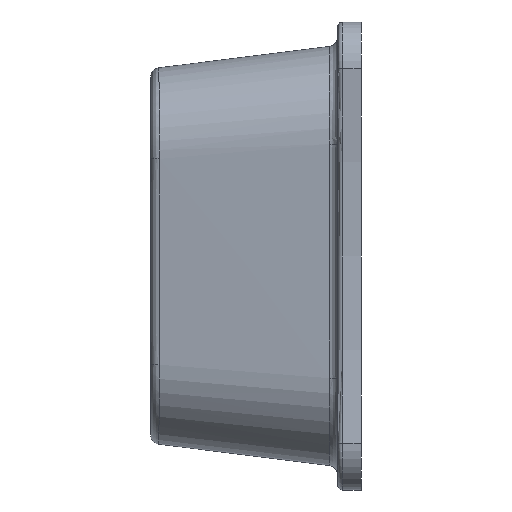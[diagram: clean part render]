
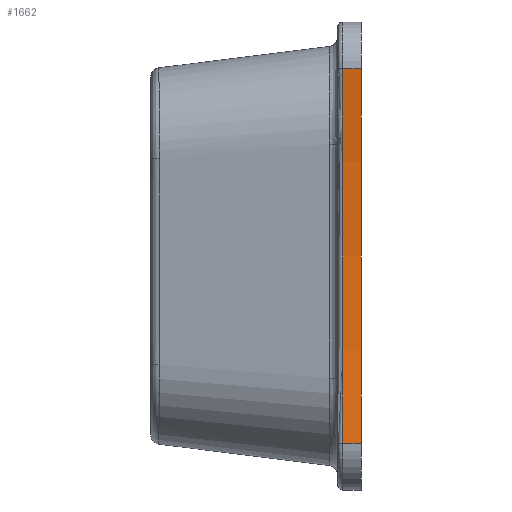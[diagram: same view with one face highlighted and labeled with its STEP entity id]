
A CAD part, left-side view. The second image highlights one B-rep face of the part: STEP entity #1662.
In plain terms, the highlighted cylindrical face has radius 300 mm (diameter 600 mm), a partial arc.
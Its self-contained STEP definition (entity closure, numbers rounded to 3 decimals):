
#1 = CARTESIAN_POINT ( 'NONE',  ( -45., 0., -40. ) ) ;
#2 = DIRECTION ( 'NONE',  ( 0., 0., -1. ) ) ;
#74 = ORIENTED_EDGE ( 'NONE', *, *, #1327, .T. ) ;
#484 = CARTESIAN_POINT ( 'NONE',  ( -45., 4., 40. ) ) ;
#962 = CARTESIAN_POINT ( 'NONE',  ( -45., 5., 40. ) ) ;
#989 = DIRECTION ( 'NONE',  ( 0., 1., 0. ) ) ;
#1097 = CIRCLE ( 'NONE', #1770, 300. ) ;
#1137 = CYLINDRICAL_SURFACE ( 'NONE', #3269, 300. ) ;
#1319 = AXIS2_PLACEMENT_3D ( 'NONE', #2558, #989, #2588 ) ;
#1327 = EDGE_CURVE ( 'NONE', #2293, #1684, #2489, .T. ) ;
#1354 = CARTESIAN_POINT ( 'NONE',  ( -45., 4., -40. ) ) ;
#1479 = DIRECTION ( 'NONE',  ( 0., -1., 0. ) ) ;
#1536 = DIRECTION ( 'NONE',  ( 0., -1., 0. ) ) ;
#1662 = ADVANCED_FACE ( 'NONE', ( #1834 ), #1137, .F. ) ;
#1684 = VERTEX_POINT ( 'NONE', #1354 ) ;
#1770 = AXIS2_PLACEMENT_3D ( 'NONE', #3160, #3422, #2 ) ;
#1834 = FACE_OUTER_BOUND ( 'NONE', #2572, .T. ) ;
#1850 = EDGE_CURVE ( 'NONE', #2293, #3245, #2765, .T. ) ;
#2060 = CARTESIAN_POINT ( 'NONE',  ( -45., 5., -40. ) ) ;
#2275 = DIRECTION ( 'NONE',  ( 0., -1., 0. ) ) ;
#2293 = VERTEX_POINT ( 'NONE', #484 ) ;
#2336 = CARTESIAN_POINT ( 'NONE',  ( -45., 0., 40. ) ) ;
#2354 = EDGE_CURVE ( 'NONE', #3141, #3245, #1097, .T. ) ;
#2425 = ORIENTED_EDGE ( 'NONE', *, *, #2354, .T. ) ;
#2489 = CIRCLE ( 'NONE', #1319, 300. ) ;
#2522 = LINE ( 'NONE', #2060, #2935 ) ;
#2558 = CARTESIAN_POINT ( 'NONE',  ( -342.321, 4., 0. ) ) ;
#2572 = EDGE_LOOP ( 'NONE', ( #3282, #74, #3373, #2425 ) ) ;
#2588 = DIRECTION ( 'NONE',  ( 0., 0., 1. ) ) ;
#2765 = LINE ( 'NONE', #962, #2844 ) ;
#2844 = VECTOR ( 'NONE', #1479, 1000. ) ;
#2935 = VECTOR ( 'NONE', #2275, 1000. ) ;
#3061 = EDGE_CURVE ( 'NONE', #1684, #3141, #2522, .T. ) ;
#3128 = CARTESIAN_POINT ( 'NONE',  ( -342.321, 5., 0. ) ) ;
#3141 = VERTEX_POINT ( 'NONE', #1 ) ;
#3160 = CARTESIAN_POINT ( 'NONE',  ( -342.321, 0., 0. ) ) ;
#3245 = VERTEX_POINT ( 'NONE', #2336 ) ;
#3269 = AXIS2_PLACEMENT_3D ( 'NONE', #3128, #1536, #3391 ) ;
#3282 = ORIENTED_EDGE ( 'NONE', *, *, #1850, .F. ) ;
#3373 = ORIENTED_EDGE ( 'NONE', *, *, #3061, .T. ) ;
#3391 = DIRECTION ( 'NONE',  ( 0., 0., -1. ) ) ;
#3422 = DIRECTION ( 'NONE',  ( 0., -1., 0. ) ) ;
